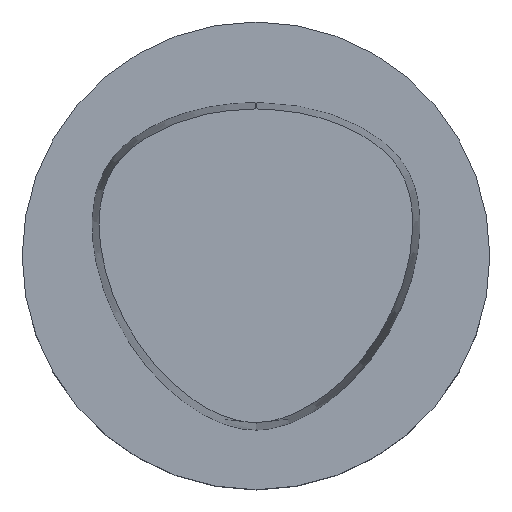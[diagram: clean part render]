
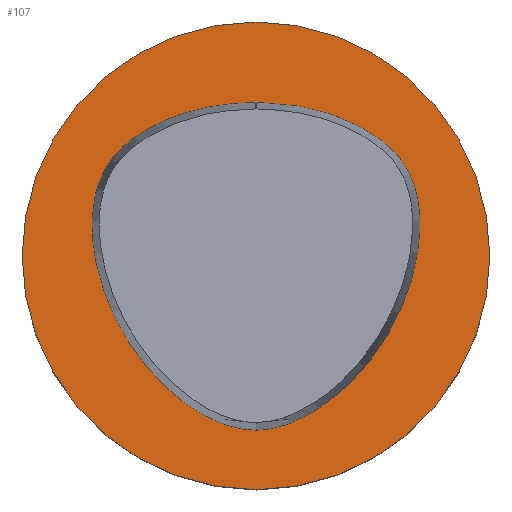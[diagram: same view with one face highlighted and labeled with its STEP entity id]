
A CAD part, top view. The second image highlights one B-rep face of the part: STEP entity #107.
In plain terms, the highlighted planar face has unit normal (0, 0, 1).
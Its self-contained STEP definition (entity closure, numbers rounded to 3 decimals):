
#69=EDGE_CURVE('Unnamed[1]',#158,#158,#159,.T.);
#85=EDGE_CURVE('Unnamed[1]',#161,#131,#183,.T.);
#87=EDGE_CURVE('Unnamed[1]',#131,#164,#185,.T.);
#91=EDGE_CURVE('Unnamed[1]',#164,#161,#189,.T.);
#107=ADVANCED_FACE('Unnamed[1]',(#211,#212),#213,.T.);
#131=VERTEX_POINT('',#230);
#158=VERTEX_POINT('',#346);
#159=CIRCLE('',#347,31.5);
#161=VERTEX_POINT('',#350);
#164=VERTEX_POINT('',#355);
#183=B_SPLINE_CURVE_WITH_KNOTS('',3,(#380,#381,#382,#383,#384,#385,#386,#387,#388,#389,#390,#391,#392,#393,#394,#395,#396),.UNSPECIFIED.,.F.,.F.,(4,1,1,1,1,1,1,1,1,1,1,1,1,1,4),(-13.23,-12.817,-12.403,-11.99,-11.576,-11.163,-10.956,-10.75,-10.336,-9.923,-9.096,-8.269,-7.442,-7.029,-6.615),.UNSPECIFIED.);
#185=B_SPLINE_CURVE_WITH_KNOTS('',3,(#399,#400,#401,#402,#403,#404,#405,#406,#407,#408,#409,#410,#411,#412,#413,#414,#415,#416),.UNSPECIFIED.,.F.,.F.,(4,1,1,1,1,1,1,1,1,2,1,1,1,1,4),(-6.615,-6.202,-5.788,-5.375,-4.961,-4.134,-3.308,-2.894,-2.481,-2.067,-1.654,-1.24,-0.827,-0.413,0.0),.UNSPECIFIED.);
#189=CIRCLE('',#437,0.95);
#211=FACE_BOUND('',#465,.T.);
#212=FACE_OUTER_BOUND('',#466,.T.);
#213=PLANE('',#467);
#230=CARTESIAN_POINT('',(0.044,-23.469,0.));
#346=CARTESIAN_POINT('',(0.,31.5,0.));
#347=AXIS2_PLACEMENT_3D('',#574,#575,#576);
#350=CARTESIAN_POINT('',(0.045,20.677,0.));
#355=CARTESIAN_POINT('',(-0.045,20.677,0.));
#380=CARTESIAN_POINT('',(0.045,20.677,0.));
#381=CARTESIAN_POINT('',(1.424,20.61,0.));
#382=CARTESIAN_POINT('',(4.223,20.484,0.));
#383=CARTESIAN_POINT('',(8.472,19.689,0.));
#384=CARTESIAN_POINT('',(12.514,18.243,0.0));
#385=CARTESIAN_POINT('',(16.304,16.173,0.));
#386=CARTESIAN_POINT('',(19.145,13.704,0.));
#387=CARTESIAN_POINT('',(20.732,11.101,0.0));
#388=CARTESIAN_POINT('',(21.783,8.281,0.));
#389=CARTESIAN_POINT('',(22.226,4.609,0.0));
#390=CARTESIAN_POINT('',(21.744,-1.113,0.0));
#391=CARTESIAN_POINT('',(19.552,-7.954,0.0));
#392=CARTESIAN_POINT('',(14.957,-15.209,0.0));
#393=CARTESIAN_POINT('',(9.668,-20.083,0.));
#394=CARTESIAN_POINT('',(4.516,-22.795,0.));
#395=CARTESIAN_POINT('',(1.559,-23.461,0.));
#396=CARTESIAN_POINT('',(0.044,-23.469,0.));
#399=CARTESIAN_POINT('',(0.044,-23.469,0.));
#400=CARTESIAN_POINT('',(-1.471,-23.477,0.));
#401=CARTESIAN_POINT('',(-4.439,-22.821,0.));
#402=CARTESIAN_POINT('',(-8.35,-20.8,0.));
#403=CARTESIAN_POINT('',(-11.745,-18.156,0.));
#404=CARTESIAN_POINT('',(-15.699,-14.041,0.));
#405=CARTESIAN_POINT('',(-19.535,-8.006,0.));
#406=CARTESIAN_POINT('',(-21.721,-1.161,0.0));
#407=CARTESIAN_POINT('',(-22.249,4.55,0.0));
#408=CARTESIAN_POINT('',(-21.665,9.002,0.0));
#409=CARTESIAN_POINT('',(-20.395,11.778,0.0));
#410=CARTESIAN_POINT('',(-18.593,14.198,0.0));
#411=CARTESIAN_POINT('',(-16.323,16.178,0.0));
#412=CARTESIAN_POINT('',(-12.508,18.252,0.));
#413=CARTESIAN_POINT('',(-8.468,19.679,0.));
#414=CARTESIAN_POINT('',(-4.23,20.488,0.));
#415=CARTESIAN_POINT('',(-1.423,20.613,0.));
#416=CARTESIAN_POINT('',(-0.045,20.677,0.));
#437=AXIS2_PLACEMENT_3D('',#597,#598,#599);
#465=EDGE_LOOP('',(#625,#626,#627));
#466=EDGE_LOOP('',(#628));
#467=AXIS2_PLACEMENT_3D('',#629,#630,#631);
#574=CARTESIAN_POINT('',(0.0,0.0,0.0));
#575=DIRECTION('',(0.,0.,-1.0));
#576=DIRECTION('',(0.,1.0,0.));
#597=CARTESIAN_POINT('',(-0.001,19.728,0.));
#598=DIRECTION('',(0.,0.,-1.0));
#599=DIRECTION('',(-0.046,0.999,0.));
#625=ORIENTED_EDGE('',*,*,#85,.T.);
#626=ORIENTED_EDGE('',*,*,#87,.T.);
#627=ORIENTED_EDGE('',*,*,#91,.T.);
#628=ORIENTED_EDGE('',*,*,#69,.F.);
#629=CARTESIAN_POINT('',(0.,15.75,0.));
#630=DIRECTION('',(0.,0.,1.0));
#631=DIRECTION('',(0.,-1.0,0.));
